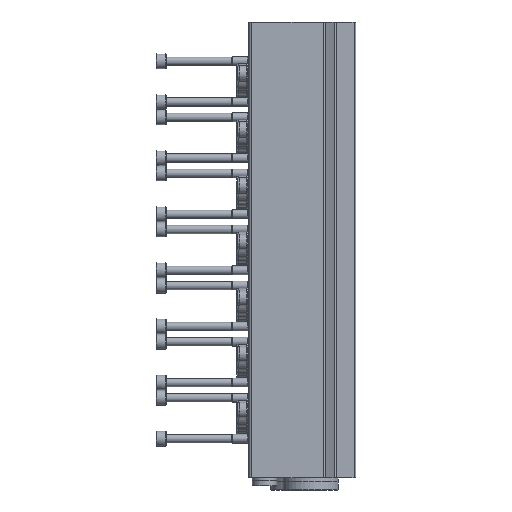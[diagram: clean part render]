
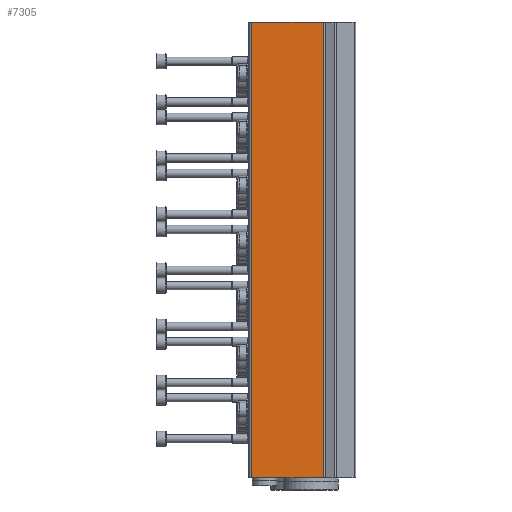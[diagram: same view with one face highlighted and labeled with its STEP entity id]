
A CAD part, left-side view. The second image highlights one B-rep face of the part: STEP entity #7305.
In plain terms, the highlighted planar face has unit normal (-1, 0, 0).
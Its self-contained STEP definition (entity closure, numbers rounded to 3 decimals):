
#299=PLANE('',#7866);
#1063=ORIENTED_EDGE('',*,*,#2957,.F.);
#1064=ORIENTED_EDGE('',*,*,#2956,.F.);
#1065=ORIENTED_EDGE('',*,*,#2958,.T.);
#1066=ORIENTED_EDGE('',*,*,#2959,.T.);
#2956=EDGE_CURVE('',#3903,#3901,#4581,.T.);
#2957=EDGE_CURVE('',#3901,#3904,#4582,.T.);
#2958=EDGE_CURVE('',#3903,#3905,#4583,.T.);
#2959=EDGE_CURVE('',#3905,#3904,#4584,.T.);
#3901=VERTEX_POINT('',#11726);
#3903=VERTEX_POINT('',#11730);
#3904=VERTEX_POINT('',#11734);
#3905=VERTEX_POINT('',#11736);
#4581=LINE('',#11731,#5069);
#4582=LINE('',#11733,#5070);
#4583=LINE('',#11735,#5071);
#4584=LINE('',#11737,#5072);
#5069=VECTOR('',#8834,1000.);
#5070=VECTOR('',#8837,1000.);
#5071=VECTOR('',#8838,1000.);
#5072=VECTOR('',#8839,1000.);
#5574=EDGE_LOOP('',(#1063,#1064,#1065,#1066));
#6370=FACE_BOUND('',#5574,.T.);
#7305=ADVANCED_FACE('',(#6370),#299,.T.);
#7866=AXIS2_PLACEMENT_3D('',#11732,#8835,#8836);
#8834=DIRECTION('',(0.,0.,1.));
#8835=DIRECTION('',(-1.,0.,0.));
#8836=DIRECTION('',(0.,0.,1.));
#8837=DIRECTION('',(0.,-1.,0.));
#8838=DIRECTION('',(0.,-1.,0.));
#8839=DIRECTION('',(0.,0.,1.));
#11726=CARTESIAN_POINT('',(-72.,59.5,0.));
#11730=CARTESIAN_POINT('',(-72.,59.5,-260.));
#11731=CARTESIAN_POINT('',(-72.,59.5,-260.));
#11732=CARTESIAN_POINT('',(-72.,59.5,-260.));
#11733=CARTESIAN_POINT('',(-72.,59.5,0.));
#11734=CARTESIAN_POINT('',(-72.,18.514,0.));
#11735=CARTESIAN_POINT('',(-72.,59.5,-260.));
#11736=CARTESIAN_POINT('',(-72.,18.514,-260.));
#11737=CARTESIAN_POINT('',(-72.,18.514,-260.));
